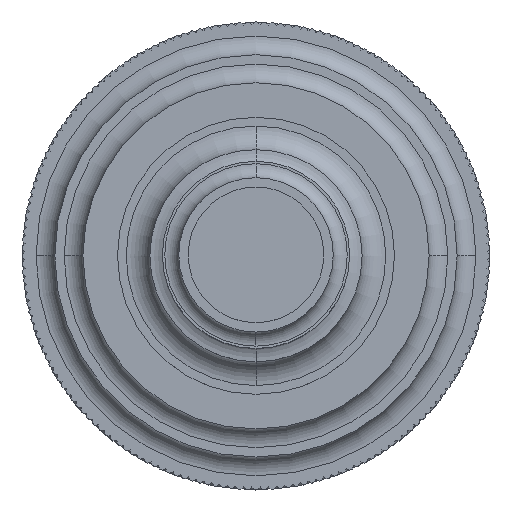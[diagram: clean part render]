
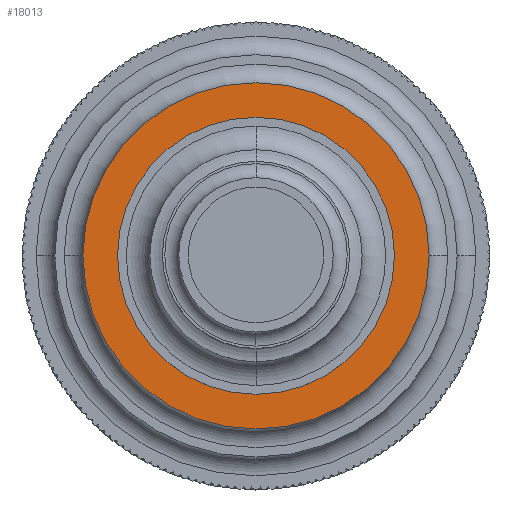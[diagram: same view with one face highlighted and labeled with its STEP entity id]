
A CAD part, top view. The second image highlights one B-rep face of the part: STEP entity #18013.
In plain terms, the highlighted planar face has unit normal (0, 0, 1).
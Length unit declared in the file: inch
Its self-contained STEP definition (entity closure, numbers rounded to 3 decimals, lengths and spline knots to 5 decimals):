
#6676=CARTESIAN_POINT('',(0.,0.,0.675));
#6677=DIRECTION('',(0.,0.,1.));
#6678=DIRECTION('',(-1.,0.,0.));
#6679=AXIS2_PLACEMENT_3D('',#6676,#6677,#6678);
#6729=CARTESIAN_POINT('',(0.,0.,0.675));
#6730=DIRECTION('',(0.,0.,-1.));
#6731=DIRECTION('',(-1.,0.,0.));
#6732=AXIS2_PLACEMENT_3D('',#6729,#6730,#6731);
#8934=CARTESIAN_POINT('',(-0.925,0.,0.675));
#8936=VERTEX_POINT('',#8934);
#8946=CARTESIAN_POINT('',(0.925,0.,0.675));
#8948=VERTEX_POINT('',#8946);
#18002=CARTESIAN_POINT('',(0.,0.,0.675));
#18003=DIRECTION('',(0.,0.,1.));
#18004=DIRECTION('',(1.,0.,0.));
#18005=AXIS2_PLACEMENT_3D('',#18002,#18003,#18004);
#18006=PLANE('',#18005);
#18008=ORIENTED_EDGE('',*,*,#18007,.T.);
#18010=ORIENTED_EDGE('',*,*,#18009,.F.);
#18011=EDGE_LOOP('',(#18008,#18010));
#18012=FACE_OUTER_BOUND('',#18011,.F.);
#18013=ADVANCED_FACE('',(#18012),#18006,.T.);
#6680=CIRCLE('',#6679,0.925);
#6733=CIRCLE('',#6732,0.925);
#18007=EDGE_CURVE('',#8936,#8948,#6733,.T.);
#18009=EDGE_CURVE('',#8936,#8948,#6680,.T.);
